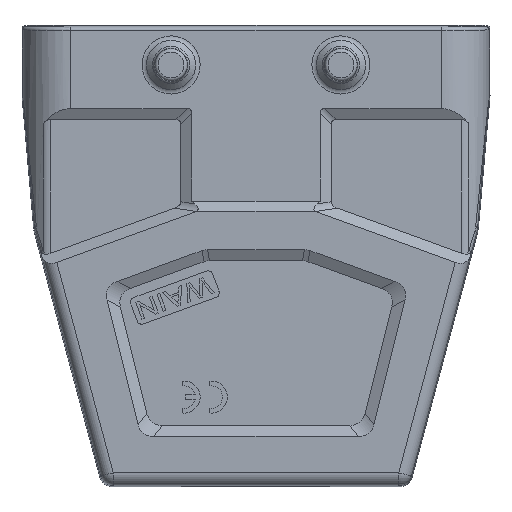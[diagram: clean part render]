
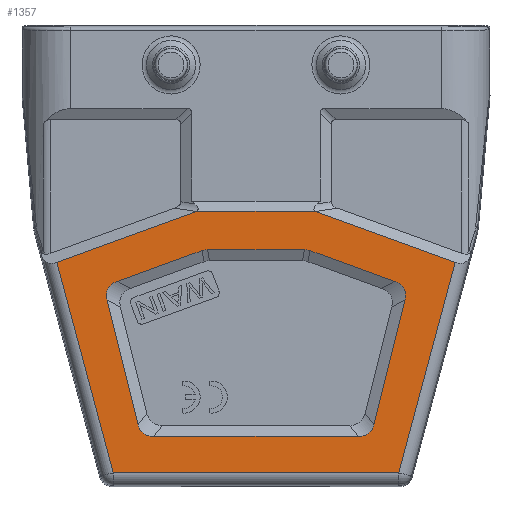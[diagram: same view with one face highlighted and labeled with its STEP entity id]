
A CAD part, front view. The second image highlights one B-rep face of the part: STEP entity #1357.
In plain terms, the highlighted planar face has unit normal (0, -1, 0).
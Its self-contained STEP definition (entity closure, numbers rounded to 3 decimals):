
#1357=ADVANCED_FACE('',(#1849,#1850),#1596,.F.);
#1596=PLANE('',#9215);
#1739=ELLIPSE('',#9197,12.156,5.);
#1740=ELLIPSE('',#9200,12.156,5.);
#1741=ELLIPSE('',#9203,12.766,5.);
#1742=ELLIPSE('',#9206,10.116,5.);
#1743=ELLIPSE('',#9209,10.116,5.);
#1744=ELLIPSE('',#9212,12.766,5.);
#1849=FACE_BOUND('',#2384,.T.);
#1850=FACE_BOUND('',#2385,.T.);
#2384=EDGE_LOOP('',(#6118,#6119,#6120,#6121,#6122,#6123,#6124,#6125,#6126,
#6127,#6128,#6129));
#2385=EDGE_LOOP('',(#6130,#6131,#6132,#6133,#6134,#6135));
#2898=LINE('',#14704,#3607);
#2916=LINE('',#14867,#3625);
#2917=LINE('',#14871,#3626);
#2919=LINE('',#14881,#3628);
#2940=LINE('',#15137,#3649);
#2941=LINE('',#15139,#3650);
#3075=LINE('',#15475,#3784);
#3078=LINE('',#15483,#3787);
#3081=LINE('',#15491,#3790);
#3084=LINE('',#15499,#3793);
#3087=LINE('',#15507,#3796);
#3089=LINE('',#15513,#3798);
#3607=VECTOR('',#10935,1.);
#3625=VECTOR('',#11053,1.);
#3626=VECTOR('',#11058,1.);
#3628=VECTOR('',#11070,1.);
#3649=VECTOR('',#11227,1.);
#3650=VECTOR('',#11230,1.);
#3784=VECTOR('',#11530,1.);
#3787=VECTOR('',#11539,1.);
#3790=VECTOR('',#11548,1.);
#3793=VECTOR('',#11557,1.);
#3796=VECTOR('',#11566,1.);
#3798=VECTOR('',#11574,1.);
#6118=ORIENTED_EDGE('',*,*,#8115,.F.);
#6119=ORIENTED_EDGE('',*,*,#8113,.T.);
#6120=ORIENTED_EDGE('',*,*,#8111,.F.);
#6121=ORIENTED_EDGE('',*,*,#8109,.F.);
#6122=ORIENTED_EDGE('',*,*,#8107,.F.);
#6123=ORIENTED_EDGE('',*,*,#8105,.T.);
#6124=ORIENTED_EDGE('',*,*,#8103,.F.);
#6125=ORIENTED_EDGE('',*,*,#8101,.F.);
#6126=ORIENTED_EDGE('',*,*,#8099,.F.);
#6127=ORIENTED_EDGE('',*,*,#8097,.F.);
#6128=ORIENTED_EDGE('',*,*,#8095,.T.);
#6129=ORIENTED_EDGE('',*,*,#8116,.F.);
#6130=ORIENTED_EDGE('',*,*,#7872,.T.);
#6131=ORIENTED_EDGE('',*,*,#7867,.T.);
#6132=ORIENTED_EDGE('',*,*,#7865,.F.);
#6133=ORIENTED_EDGE('',*,*,#7816,.F.);
#6134=ORIENTED_EDGE('',*,*,#7937,.F.);
#6135=ORIENTED_EDGE('',*,*,#7938,.T.);
#6745=VERTEX_POINT('',#14671);
#6756=VERTEX_POINT('',#14698);
#6790=VERTEX_POINT('',#14868);
#6791=VERTEX_POINT('',#14872);
#6793=VERTEX_POINT('',#14879);
#6827=VERTEX_POINT('',#15136);
#6928=VERTEX_POINT('',#15468);
#6929=VERTEX_POINT('',#15470);
#6930=VERTEX_POINT('',#15474);
#6931=VERTEX_POINT('',#15478);
#6932=VERTEX_POINT('',#15482);
#6933=VERTEX_POINT('',#15486);
#6934=VERTEX_POINT('',#15490);
#6935=VERTEX_POINT('',#15494);
#6936=VERTEX_POINT('',#15498);
#6937=VERTEX_POINT('',#15502);
#6938=VERTEX_POINT('',#15506);
#6939=VERTEX_POINT('',#15510);
#7816=EDGE_CURVE('',#6756,#6745,#2898,.T.);
#7865=EDGE_CURVE('',#6745,#6790,#2916,.T.);
#7867=EDGE_CURVE('',#6791,#6790,#2917,.T.);
#7872=EDGE_CURVE('',#6793,#6791,#2919,.T.);
#7937=EDGE_CURVE('',#6827,#6756,#2940,.T.);
#7938=EDGE_CURVE('',#6827,#6793,#2941,.T.);
#8095=EDGE_CURVE('',#6928,#6929,#1739,.T.);
#8097=EDGE_CURVE('',#6928,#6930,#3075,.T.);
#8099=EDGE_CURVE('',#6930,#6931,#1740,.T.);
#8101=EDGE_CURVE('',#6931,#6932,#3078,.T.);
#8103=EDGE_CURVE('',#6932,#6933,#1741,.T.);
#8105=EDGE_CURVE('',#6934,#6933,#3081,.T.);
#8107=EDGE_CURVE('',#6934,#6935,#1742,.T.);
#8109=EDGE_CURVE('',#6935,#6936,#3084,.T.);
#8111=EDGE_CURVE('',#6936,#6937,#1743,.T.);
#8113=EDGE_CURVE('',#6938,#6937,#3087,.T.);
#8115=EDGE_CURVE('',#6938,#6939,#1744,.T.);
#8116=EDGE_CURVE('',#6939,#6929,#3089,.T.);
#9197=AXIS2_PLACEMENT_3D('',#15471,#11525,#11526);
#9200=AXIS2_PLACEMENT_3D('',#15479,#11534,#11535);
#9203=AXIS2_PLACEMENT_3D('',#15487,#11543,#11544);
#9206=AXIS2_PLACEMENT_3D('',#15495,#11552,#11553);
#9209=AXIS2_PLACEMENT_3D('',#15503,#11561,#11562);
#9212=AXIS2_PLACEMENT_3D('',#15511,#11570,#11571);
#9215=AXIS2_PLACEMENT_3D('',#15515,#11577,#11578);
#10935=DIRECTION('',(1.,0.,0.));
#11053=DIRECTION('',(0.94,0.,-0.342));
#11058=DIRECTION('',(0.259,0.,0.966));
#11070=DIRECTION('',(1.,0.,0.));
#11227=DIRECTION('',(0.94,0.,0.342));
#11230=DIRECTION('',(0.259,0.,-0.966));
#11525=DIRECTION('',(0.,1.,0.));
#11526=DIRECTION('',(-0.624,0.,-0.782));
#11530=DIRECTION('',(1.,0.,0.));
#11534=DIRECTION('',(0.,-1.,0.));
#11535=DIRECTION('',(0.624,0.,-0.782));
#11539=DIRECTION('',(0.242,0.,0.97));
#11543=DIRECTION('',(0.,-1.,0.));
#11544=DIRECTION('',(-0.887,0.,-0.462));
#11548=DIRECTION('',(0.94,0.,-0.342));
#11552=DIRECTION('',(0.,-1.,0.));
#11553=DIRECTION('',(0.174,0.,0.985));
#11557=DIRECTION('',(-1.,0.,0.));
#11561=DIRECTION('',(0.,-1.,0.));
#11562=DIRECTION('',(-0.174,0.,0.985));
#11566=DIRECTION('',(0.94,0.,0.342));
#11570=DIRECTION('',(0.,-1.,0.));
#11571=DIRECTION('',(0.887,0.,-0.462));
#11574=DIRECTION('',(0.242,0.,-0.97));
#11577=DIRECTION('',(0.,1.,0.));
#11578=DIRECTION('',(1.,0.,0.));
#14671=CARTESIAN_POINT('',(9.211,-22.499,-29.055));
#14698=CARTESIAN_POINT('',(-9.211,-22.499,-29.055));
#14704=CARTESIAN_POINT('',(0.,-22.5,-29.057));
#14867=CARTESIAN_POINT('',(22.07,-22.5,-33.736));
#14868=CARTESIAN_POINT('',(31.065,-22.5,-37.01));
#14871=CARTESIAN_POINT('',(22.273,-22.5,-69.821));
#14872=CARTESIAN_POINT('',(22.273,-22.5,-69.821));
#14879=CARTESIAN_POINT('',(-22.273,-22.5,-69.821));
#14881=CARTESIAN_POINT('',(-22.273,-22.5,-69.821));
#15136=CARTESIAN_POINT('',(-31.065,-22.5,-37.01));
#15137=CARTESIAN_POINT('',(-22.07,-22.5,-33.736));
#15139=CARTESIAN_POINT('',(-31.065,-22.5,-37.01));
#15468=CARTESIAN_POINT('',(-15.977,-22.5,-64.151));
#15470=CARTESIAN_POINT('',(-18.398,-22.5,-62.277));
#15471=CARTESIAN_POINT('',(-9.991,-22.5,-54.151));
#15474=CARTESIAN_POINT('',(15.977,-22.5,-64.151));
#15475=CARTESIAN_POINT('',(-15.977,-22.5,-64.151));
#15478=CARTESIAN_POINT('',(18.398,-22.5,-62.277));
#15479=CARTESIAN_POINT('',(9.991,-22.5,-54.151));
#15482=CARTESIAN_POINT('',(23.224,-22.5,-42.895));
#15483=CARTESIAN_POINT('',(18.398,-22.5,-62.277));
#15486=CARTESIAN_POINT('',(21.647,-22.5,-39.967));
#15487=CARTESIAN_POINT('',(11.769,-22.5,-47.013));
#15490=CARTESIAN_POINT('',(8.414,-22.5,-35.151));
#15491=CARTESIAN_POINT('',(8.414,-22.5,-35.151));
#15494=CARTESIAN_POINT('',(7.559,-22.5,-35.));
#15495=CARTESIAN_POINT('',(6.237,-22.5,-45.));
#15498=CARTESIAN_POINT('',(-7.559,-22.5,-35.));
#15499=CARTESIAN_POINT('',(7.559,-22.5,-35.));
#15502=CARTESIAN_POINT('',(-8.414,-22.5,-35.151));
#15503=CARTESIAN_POINT('',(-6.237,-22.5,-45.));
#15506=CARTESIAN_POINT('',(-21.647,-22.5,-39.967));
#15507=CARTESIAN_POINT('',(-21.647,-22.5,-39.967));
#15510=CARTESIAN_POINT('',(-23.224,-22.5,-42.895));
#15511=CARTESIAN_POINT('',(-11.769,-22.5,-47.013));
#15513=CARTESIAN_POINT('',(-23.224,-22.5,-42.895));
#15515=CARTESIAN_POINT('',(0.,-22.5,0.));
